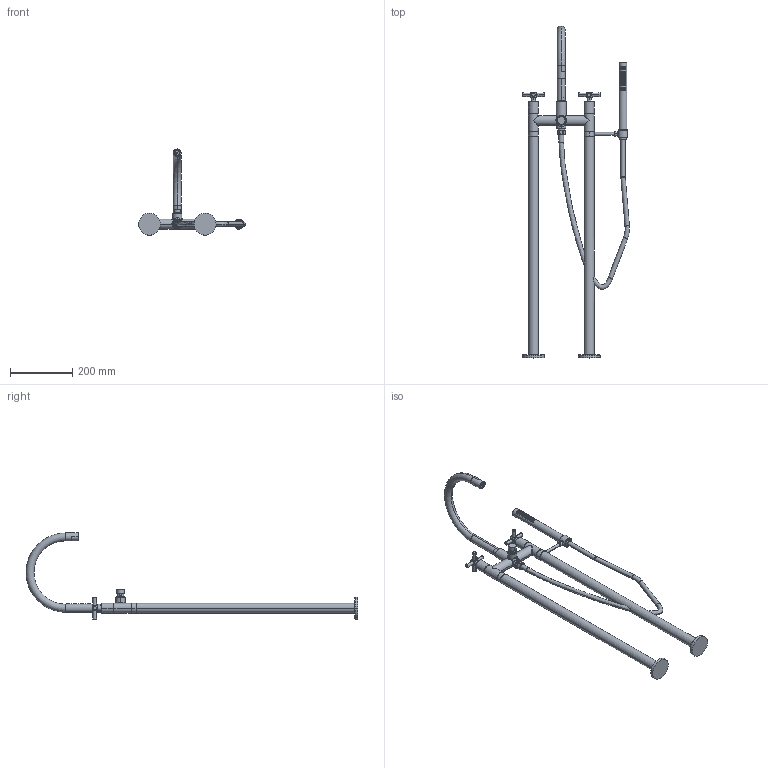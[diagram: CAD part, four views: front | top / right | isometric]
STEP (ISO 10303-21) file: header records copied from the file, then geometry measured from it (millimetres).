
FILE_DESCRIPTION((''),'2;1');
FILE_NAME('1500-4262_','2023-03-15T12:42:16',('rsmith'),(''),'CREO PARAMETRIC BY PTC INC, 2019352','CREO PARAMETRIC BY PTC INC, 2019352','');
FILE_SCHEMA(('CONFIG_CONTROL_DESIGN'));
Products named in the file (1): 1500-4262_
Bounding box: 342.97 x 1064.84 x 276.23 mm (x, y, z)
Volume: 2129840.2 mm3; surface area: 336555.9 mm2
Topology: 4 solids, 4 shells, 1420 faces, 3279 edges, 2005 vertices
Faces by surface type: bspline 661, cylinder 466, plane 221, cone 32, torus 30, sphere 10
Entity records: 128164 total; most frequent: CARTESIAN_POINT 101142, ORIENTED_EDGE 6558, DIRECTION 3813, EDGE_CURVE 3279, VERTEX_POINT 2005, B_SPLINE_CURVE_WITH_KNOTS 1671, EDGE_LOOP 1564, AXIS2_PLACEMENT_3D 1446
